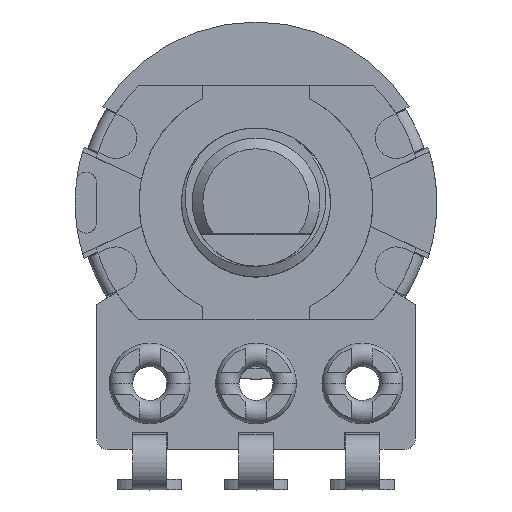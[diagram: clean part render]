
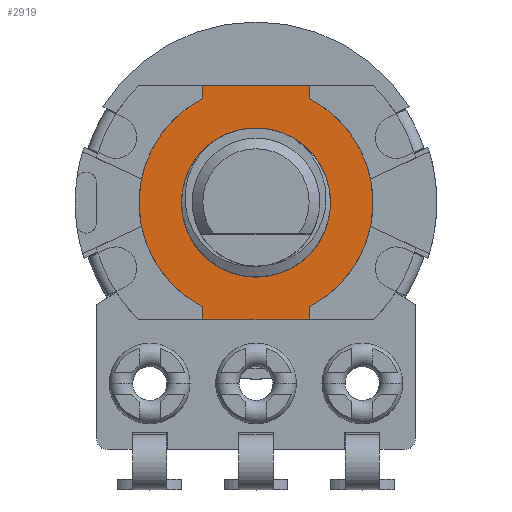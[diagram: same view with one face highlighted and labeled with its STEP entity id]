
A CAD part, top view. The second image highlights one B-rep face of the part: STEP entity #2919.
In plain terms, the highlighted planar face has unit normal (0, 0, 1).
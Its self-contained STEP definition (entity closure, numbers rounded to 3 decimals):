
#2507 = VERTEX_POINT('',#2508);
#2508 = CARTESIAN_POINT('',(-3.5,0.027,9.2));
#2884 = VERTEX_POINT('',#2885);
#2885 = CARTESIAN_POINT('',(3.5,0.027,9.2));
#2891 = EDGE_CURVE('',#2884,#2507,#2892,.T.);
#2892 = CIRCLE('',#2893,3.5);
#2893 = AXIS2_PLACEMENT_3D('',#2894,#2895,#2896);
#2894 = CARTESIAN_POINT('',(0.,0.027,9.2));
#2895 = DIRECTION('',(0.,0.,1.));
#2896 = DIRECTION('',(1.,0.,0.));
#2919 = ADVANCED_FACE('',(#2920,#3006),#3016,.T.);
#2920 = FACE_BOUND('',#2921,.F.);
#2921 = EDGE_LOOP('',(#2922,#2933,#2942,#2950,#2958,#2966,#2975,#2984,
    #2992,#3000));
#2922 = ORIENTED_EDGE('',*,*,#2923,.T.);
#2923 = EDGE_CURVE('',#2924,#2926,#2928,.T.);
#2924 = VERTEX_POINT('',#2925);
#2925 = CARTESIAN_POINT('',(-2.5,-4.872,9.2));
#2926 = VERTEX_POINT('',#2927);
#2927 = CARTESIAN_POINT('',(-5.5,0.027,9.2));
#2928 = CIRCLE('',#2929,5.5);
#2929 = AXIS2_PLACEMENT_3D('',#2930,#2931,#2932);
#2930 = CARTESIAN_POINT('',(0.,0.027,9.2));
#2931 = DIRECTION('',(0.,0.,-1.));
#2932 = DIRECTION('',(-0.455,-0.891,0.
    ));
#2933 = ORIENTED_EDGE('',*,*,#2934,.T.);
#2934 = EDGE_CURVE('',#2926,#2935,#2937,.T.);
#2935 = VERTEX_POINT('',#2936);
#2936 = CARTESIAN_POINT('',(-2.5,4.926,9.2));
#2937 = CIRCLE('',#2938,5.5);
#2938 = AXIS2_PLACEMENT_3D('',#2939,#2940,#2941);
#2939 = CARTESIAN_POINT('',(0.,0.027,9.2));
#2940 = DIRECTION('',(0.,0.,-1.));
#2941 = DIRECTION('',(-1.,0.,0.));
#2942 = ORIENTED_EDGE('',*,*,#2943,.T.);
#2943 = EDGE_CURVE('',#2935,#2944,#2946,.T.);
#2944 = VERTEX_POINT('',#2945);
#2945 = CARTESIAN_POINT('',(-2.5,5.527,9.2));
#2946 = LINE('',#2947,#2948);
#2947 = CARTESIAN_POINT('',(-2.5,4.926,9.2));
#2948 = VECTOR('',#2949,1.);
#2949 = DIRECTION('',(0.,1.,0.));
#2950 = ORIENTED_EDGE('',*,*,#2951,.T.);
#2951 = EDGE_CURVE('',#2944,#2952,#2954,.T.);
#2952 = VERTEX_POINT('',#2953);
#2953 = CARTESIAN_POINT('',(2.5,5.527,9.2));
#2954 = LINE('',#2955,#2956);
#2955 = CARTESIAN_POINT('',(-2.5,5.527,9.2));
#2956 = VECTOR('',#2957,1.);
#2957 = DIRECTION('',(1.,0.,0.));
#2958 = ORIENTED_EDGE('',*,*,#2959,.T.);
#2959 = EDGE_CURVE('',#2952,#2960,#2962,.T.);
#2960 = VERTEX_POINT('',#2961);
#2961 = CARTESIAN_POINT('',(2.5,4.926,9.2));
#2962 = LINE('',#2963,#2964);
#2963 = CARTESIAN_POINT('',(2.5,5.527,9.2));
#2964 = VECTOR('',#2965,1.);
#2965 = DIRECTION('',(0.,-1.,0.));
#2966 = ORIENTED_EDGE('',*,*,#2967,.T.);
#2967 = EDGE_CURVE('',#2960,#2968,#2970,.T.);
#2968 = VERTEX_POINT('',#2969);
#2969 = CARTESIAN_POINT('',(5.5,0.027,9.2));
#2970 = CIRCLE('',#2971,5.5);
#2971 = AXIS2_PLACEMENT_3D('',#2972,#2973,#2974);
#2972 = CARTESIAN_POINT('',(0.,0.027,9.2));
#2973 = DIRECTION('',(0.,0.,-1.));
#2974 = DIRECTION('',(0.455,0.891,0.));
#2975 = ORIENTED_EDGE('',*,*,#2976,.T.);
#2976 = EDGE_CURVE('',#2968,#2977,#2979,.T.);
#2977 = VERTEX_POINT('',#2978);
#2978 = CARTESIAN_POINT('',(2.5,-4.872,9.2));
#2979 = CIRCLE('',#2980,5.5);
#2980 = AXIS2_PLACEMENT_3D('',#2981,#2982,#2983);
#2981 = CARTESIAN_POINT('',(0.,0.027,9.2));
#2982 = DIRECTION('',(0.,0.,-1.));
#2983 = DIRECTION('',(1.,0.,0.));
#2984 = ORIENTED_EDGE('',*,*,#2985,.T.);
#2985 = EDGE_CURVE('',#2977,#2986,#2988,.T.);
#2986 = VERTEX_POINT('',#2987);
#2987 = CARTESIAN_POINT('',(2.5,-5.473,9.2));
#2988 = LINE('',#2989,#2990);
#2989 = CARTESIAN_POINT('',(2.5,-4.872,9.2));
#2990 = VECTOR('',#2991,1.);
#2991 = DIRECTION('',(0.,-1.,0.));
#2992 = ORIENTED_EDGE('',*,*,#2993,.T.);
#2993 = EDGE_CURVE('',#2986,#2994,#2996,.T.);
#2994 = VERTEX_POINT('',#2995);
#2995 = CARTESIAN_POINT('',(-2.5,-5.473,9.2));
#2996 = LINE('',#2997,#2998);
#2997 = CARTESIAN_POINT('',(2.5,-5.473,9.2));
#2998 = VECTOR('',#2999,1.);
#2999 = DIRECTION('',(-1.,0.,0.));
#3000 = ORIENTED_EDGE('',*,*,#3001,.T.);
#3001 = EDGE_CURVE('',#2994,#2924,#3002,.T.);
#3002 = LINE('',#3003,#3004);
#3003 = CARTESIAN_POINT('',(-2.5,-5.473,9.2));
#3004 = VECTOR('',#3005,1.);
#3005 = DIRECTION('',(0.,1.,0.));
#3006 = FACE_BOUND('',#3007,.F.);
#3007 = EDGE_LOOP('',(#3008,#3009));
#3008 = ORIENTED_EDGE('',*,*,#2891,.T.);
#3009 = ORIENTED_EDGE('',*,*,#3010,.T.);
#3010 = EDGE_CURVE('',#2507,#2884,#3011,.T.);
#3011 = CIRCLE('',#3012,3.5);
#3012 = AXIS2_PLACEMENT_3D('',#3013,#3014,#3015);
#3013 = CARTESIAN_POINT('',(0.,0.027,9.2));
#3014 = DIRECTION('',(0.,0.,1.));
#3015 = DIRECTION('',(-1.,0.,0.));
#3016 = PLANE('',#3017);
#3017 = AXIS2_PLACEMENT_3D('',#3018,#3019,#3020);
#3018 = CARTESIAN_POINT('',(0.,0.027,9.2));
#3019 = DIRECTION('',(0.,0.,1.));
#3020 = DIRECTION('',(1.,0.,0.));
